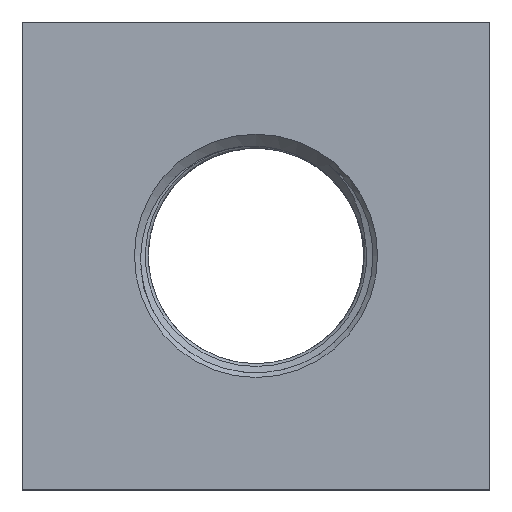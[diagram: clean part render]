
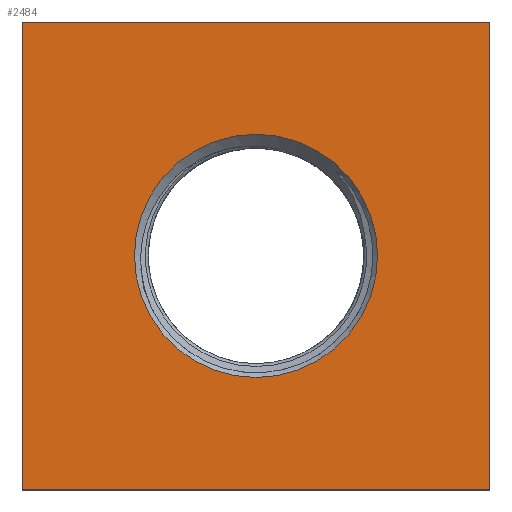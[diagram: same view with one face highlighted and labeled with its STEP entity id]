
A CAD part, top view. The second image highlights one B-rep face of the part: STEP entity #2484.
In plain terms, the highlighted planar face has unit normal (0, 0, 1).
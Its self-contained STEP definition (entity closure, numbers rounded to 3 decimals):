
#37=FACE_BOUND('',#365,.T.);
#39=PLANE('',#2650);
#193=FACE_OUTER_BOUND('',#364,.T.);
#364=EDGE_LOOP('',(#1889,#1890,#1891,#1892));
#365=EDGE_LOOP('',(#1893));
#532=CIRCLE('',#2651,2.6);
#623=LINE('',#4717,#946);
#624=LINE('',#4719,#947);
#625=LINE('',#4721,#948);
#626=LINE('',#4722,#949);
#946=VECTOR('',#2907,1000.);
#947=VECTOR('',#2908,1000.);
#948=VECTOR('',#2909,1000.);
#949=VECTOR('',#2910,1000.);
#1287=VERTEX_POINT('',#4715);
#1288=VERTEX_POINT('',#4716);
#1289=VERTEX_POINT('',#4718);
#1290=VERTEX_POINT('',#4720);
#1291=VERTEX_POINT('',#4723);
#1522=EDGE_CURVE('',#1287,#1288,#623,.T.);
#1523=EDGE_CURVE('',#1288,#1289,#624,.T.);
#1524=EDGE_CURVE('',#1289,#1290,#625,.T.);
#1525=EDGE_CURVE('',#1290,#1287,#626,.T.);
#1526=EDGE_CURVE('',#1291,#1291,#532,.T.);
#1889=ORIENTED_EDGE('',*,*,#1522,.T.);
#1890=ORIENTED_EDGE('',*,*,#1523,.T.);
#1891=ORIENTED_EDGE('',*,*,#1524,.T.);
#1892=ORIENTED_EDGE('',*,*,#1525,.T.);
#1893=ORIENTED_EDGE('',*,*,#1526,.T.);
#2484=ADVANCED_FACE('',(#193,#37),#39,.T.);
#2650=AXIS2_PLACEMENT_3D('',#4714,#2905,#2906);
#2651=AXIS2_PLACEMENT_3D('',#4724,#2911,#2912);
#2905=DIRECTION('center_axis',(0.,0.,1.));
#2906=DIRECTION('ref_axis',(1.,0.,0.));
#2907=DIRECTION('',(0.,-1.,0.));
#2908=DIRECTION('',(1.,0.,0.));
#2909=DIRECTION('',(0.,1.,0.));
#2910=DIRECTION('',(-1.,0.,0.));
#2911=DIRECTION('center_axis',(0.,0.,-1.));
#2912=DIRECTION('ref_axis',(-1.,0.,0.));
#4714=CARTESIAN_POINT('Origin',(0.,0.,4.));
#4715=CARTESIAN_POINT('',(-5.,5.,4.));
#4716=CARTESIAN_POINT('',(-5.,-5.,4.));
#4717=CARTESIAN_POINT('',(-5.,5.,4.));
#4718=CARTESIAN_POINT('',(5.,-5.,4.));
#4719=CARTESIAN_POINT('',(-5.,-5.,4.));
#4720=CARTESIAN_POINT('',(5.,5.,4.));
#4721=CARTESIAN_POINT('',(5.,-5.,4.));
#4722=CARTESIAN_POINT('',(5.,5.,4.));
#4723=CARTESIAN_POINT('',(-2.6,0.,4.));
#4724=CARTESIAN_POINT('Origin',(0.,0.,4.));
